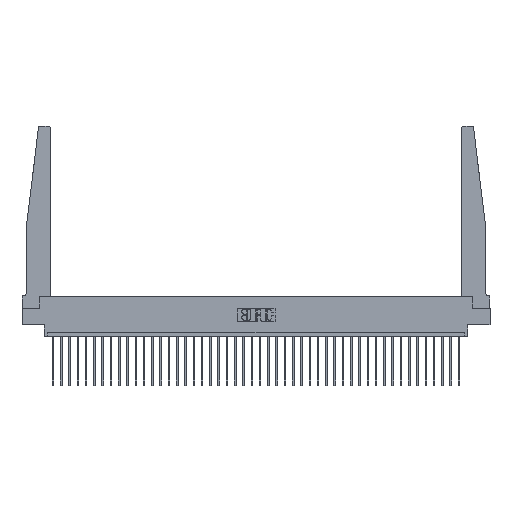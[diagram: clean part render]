
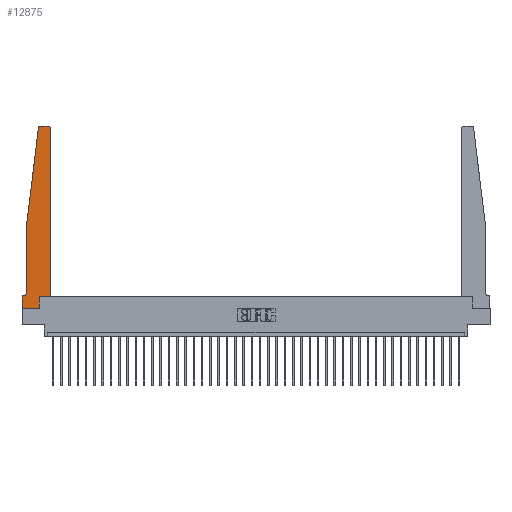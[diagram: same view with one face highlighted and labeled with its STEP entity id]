
A CAD part, top view. The second image highlights one B-rep face of the part: STEP entity #12875.
In plain terms, the highlighted planar face has unit normal (0, 0, 1).
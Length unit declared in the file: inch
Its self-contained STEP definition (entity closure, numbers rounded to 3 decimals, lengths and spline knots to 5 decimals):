
#140 = ORIENTED_EDGE ( 'NONE', *, *, #1933, .T. ) ;
#401 = DIRECTION ( 'NONE',  ( -1., 0., 0. ) ) ;
#638 = DIRECTION ( 'NONE',  ( 0., -1., 0. ) ) ;
#675 = CARTESIAN_POINT ( 'NONE',  ( 0.015, 0.2375, 0.37 ) ) ;
#834 = LINE ( 'NONE', #11866, #20220 ) ;
#889 = DIRECTION ( 'NONE',  ( -0.122, -0.992, 0. ) ) ;
#1044 = CARTESIAN_POINT ( 'NONE',  ( 0.065, 1.25, 0.37 ) ) ;
#1501 = DIRECTION ( 'NONE',  ( 0., 0., 1. ) ) ;
#1503 = DIRECTION ( 'NONE',  ( 0., 1., 0. ) ) ;
#1933 = EDGE_CURVE ( 'NONE', #21949, #27579, #2857, .T. ) ;
#2857 = CIRCLE ( 'NONE', #4768, 0.03 ) ;
#3264 = CARTESIAN_POINT ( 'NONE',  ( 0.24675, 2.72367, 0.37 ) ) ;
#3331 = VECTOR ( 'NONE', #17296, 39.37008 ) ;
#4534 = VERTEX_POINT ( 'NONE', #31551 ) ;
#4741 = CARTESIAN_POINT ( 'NONE',  ( 0.015, 0.1875, 0.37 ) ) ;
#4768 = AXIS2_PLACEMENT_3D ( 'NONE', #12344, #1501, #17404 ) ;
#4885 = VERTEX_POINT ( 'NONE', #3264 ) ;
#4896 = AXIS2_PLACEMENT_3D ( 'NONE', #675, #13954, #19276 ) ;
#5284 = CIRCLE ( 'NONE', #32187, 0.03 ) ;
#5563 = DIRECTION ( 'NONE',  ( 0., 0., 1. ) ) ;
#5999 = EDGE_CURVE ( 'NONE', #18576, #20198, #21841, .T. ) ;
#6405 = EDGE_CURVE ( 'NONE', #22553, #21949, #29375, .T. ) ;
#6451 = VECTOR ( 'NONE', #889, 39.37008 ) ;
#6647 = DIRECTION ( 'NONE',  ( 0., -1., 0. ) ) ;
#6713 = EDGE_CURVE ( 'NONE', #30885, #22553, #21806, .T. ) ;
#6850 = DIRECTION ( 'NONE',  ( -1., 0., 0. ) ) ;
#7134 = PLANE ( 'NONE',  #8456 ) ;
#7620 = DIRECTION ( 'NONE',  ( 0., 1., 0. ) ) ;
#7692 = VERTEX_POINT ( 'NONE', #23781 ) ;
#8023 = VERTEX_POINT ( 'NONE', #1044 ) ;
#8053 = DIRECTION ( 'NONE',  ( 1., 0., 0. ) ) ;
#8351 = LINE ( 'NONE', #12189, #34877 ) ;
#8456 = AXIS2_PLACEMENT_3D ( 'NONE', #25928, #18863, #8053 ) ;
#8772 = VECTOR ( 'NONE', #1503, 39.37008 ) ;
#10151 = EDGE_CURVE ( 'NONE', #27579, #21845, #31086, .T. ) ;
#10213 = EDGE_CURVE ( 'NONE', #4534, #30885, #8351, .T. ) ;
#10794 = DIRECTION ( 'NONE',  ( 1., 0., 0. ) ) ;
#11866 = CARTESIAN_POINT ( 'NONE',  ( 0.065, 0.1875, 0.37 ) ) ;
#12189 = CARTESIAN_POINT ( 'NONE',  ( 0.2605, 0.18, 0.37 ) ) ;
#12344 = CARTESIAN_POINT ( 'NONE',  ( 0.395, 2.72, 0.37 ) ) ;
#12875 = ADVANCED_FACE ( 'NONE', ( #23368 ), #7134, .T. ) ;
#13343 = VECTOR ( 'NONE', #10794, 39.37008 ) ;
#13698 = CARTESIAN_POINT ( 'NONE',  ( 0.425, 0.18, 0.37 ) ) ;
#13954 = DIRECTION ( 'NONE',  ( 0., 0., -1. ) ) ;
#14250 = CARTESIAN_POINT ( 'NONE',  ( 0., 0., 0.37 ) ) ;
#14425 = LINE ( 'NONE', #17009, #6451 ) ;
#14555 = CARTESIAN_POINT ( 'NONE',  ( 0., 0., 0.37 ) ) ;
#15997 = LINE ( 'NONE', #33302, #31170 ) ;
#16142 = ORIENTED_EDGE ( 'NONE', *, *, #17630, .T. ) ;
#17009 = CARTESIAN_POINT ( 'NONE',  ( 0.065, 1.25, 0.37 ) ) ;
#17220 = LINE ( 'NONE', #14250, #3331 ) ;
#17296 = DIRECTION ( 'NONE',  ( 1., 0., 0. ) ) ;
#17404 = DIRECTION ( 'NONE',  ( 1., 0., 0. ) ) ;
#17407 = CARTESIAN_POINT ( 'NONE',  ( 0.425, 0.18, 0.37 ) ) ;
#17630 = EDGE_CURVE ( 'NONE', #7692, #23612, #27529, .T. ) ;
#18576 = VERTEX_POINT ( 'NONE', #25148 ) ;
#18762 = ORIENTED_EDGE ( 'NONE', *, *, #5999, .T. ) ;
#18863 = DIRECTION ( 'NONE',  ( 0., 0., 1. ) ) ;
#18894 = ORIENTED_EDGE ( 'NONE', *, *, #20449, .T. ) ;
#19276 = DIRECTION ( 'NONE',  ( -1., 0., 0. ) ) ;
#19352 = CARTESIAN_POINT ( 'NONE',  ( 0., 0., 0.37 ) ) ;
#19840 = EDGE_CURVE ( 'NONE', #20198, #7692, #834, .T. ) ;
#20011 = CARTESIAN_POINT ( 'NONE',  ( 0.25, 2.75, 0.37 ) ) ;
#20198 = VERTEX_POINT ( 'NONE', #4741 ) ;
#20220 = VECTOR ( 'NONE', #401, 39.37008 ) ;
#20324 = ORIENTED_EDGE ( 'NONE', *, *, #22671, .T. ) ;
#20379 = VECTOR ( 'NONE', #638, 39.37008 ) ;
#20449 = EDGE_CURVE ( 'NONE', #8023, #18576, #15997, .T. ) ;
#21277 = CARTESIAN_POINT ( 'NONE',  ( 0.27653, 2.75, 0.37 ) ) ;
#21556 = CARTESIAN_POINT ( 'NONE',  ( 0.27653, 2.72, 0.37 ) ) ;
#21776 = CARTESIAN_POINT ( 'NONE',  ( 0.425, 2.72, 0.37 ) ) ;
#21806 = LINE ( 'NONE', #13698, #13343 ) ;
#21841 = CIRCLE ( 'NONE', #4896, 0.05 ) ;
#21845 = VERTEX_POINT ( 'NONE', #21277 ) ;
#21949 = VERTEX_POINT ( 'NONE', #21776 ) ;
#22538 = CARTESIAN_POINT ( 'NONE',  ( 0.395, 2.75, 0.37 ) ) ;
#22553 = VERTEX_POINT ( 'NONE', #29954 ) ;
#22671 = EDGE_CURVE ( 'NONE', #4885, #8023, #14425, .T. ) ;
#23368 = FACE_OUTER_BOUND ( 'NONE', #30253, .T. ) ;
#23521 = ORIENTED_EDGE ( 'NONE', *, *, #27853, .T. ) ;
#23612 = VERTEX_POINT ( 'NONE', #14555 ) ;
#23781 = CARTESIAN_POINT ( 'NONE',  ( 0., 0.1875, 0.37 ) ) ;
#23799 = ORIENTED_EDGE ( 'NONE', *, *, #10213, .T. ) ;
#25148 = CARTESIAN_POINT ( 'NONE',  ( 0.065, 0.2375, 0.37 ) ) ;
#25928 = CARTESIAN_POINT ( 'NONE',  ( 0., 0.1875, 0.37 ) ) ;
#26030 = VECTOR ( 'NONE', #6850, 39.37008 ) ;
#27328 = ORIENTED_EDGE ( 'NONE', *, *, #6713, .T. ) ;
#27529 = LINE ( 'NONE', #19352, #20379 ) ;
#27579 = VERTEX_POINT ( 'NONE', #22538 ) ;
#27853 = EDGE_CURVE ( 'NONE', #21845, #4885, #5284, .T. ) ;
#28992 = ORIENTED_EDGE ( 'NONE', *, *, #6405, .T. ) ;
#29375 = LINE ( 'NONE', #17407, #8772 ) ;
#29546 = ORIENTED_EDGE ( 'NONE', *, *, #10151, .T. ) ;
#29954 = CARTESIAN_POINT ( 'NONE',  ( 0.425, 0.18, 0.37 ) ) ;
#30151 = CARTESIAN_POINT ( 'NONE',  ( 0.2605, 0.18, 0.37 ) ) ;
#30253 = EDGE_LOOP ( 'NONE', ( #29546, #23521, #20324, #18894, #18762, #33437, #16142, #33070, #23799, #27328, #28992, #140 ) ) ;
#30885 = VERTEX_POINT ( 'NONE', #30151 ) ;
#31086 = LINE ( 'NONE', #20011, #26030 ) ;
#31170 = VECTOR ( 'NONE', #6647, 39.37008 ) ;
#31551 = CARTESIAN_POINT ( 'NONE',  ( 0.2605, 0., 0.37 ) ) ;
#32187 = AXIS2_PLACEMENT_3D ( 'NONE', #21556, #5563, #34875 ) ;
#33070 = ORIENTED_EDGE ( 'NONE', *, *, #33924, .T. ) ;
#33302 = CARTESIAN_POINT ( 'NONE',  ( 0.065, 1.25, 0.37 ) ) ;
#33437 = ORIENTED_EDGE ( 'NONE', *, *, #19840, .T. ) ;
#33924 = EDGE_CURVE ( 'NONE', #23612, #4534, #17220, .T. ) ;
#34875 = DIRECTION ( 'NONE',  ( 1., 0., 0. ) ) ;
#34877 = VECTOR ( 'NONE', #7620, 39.37008 ) ;
